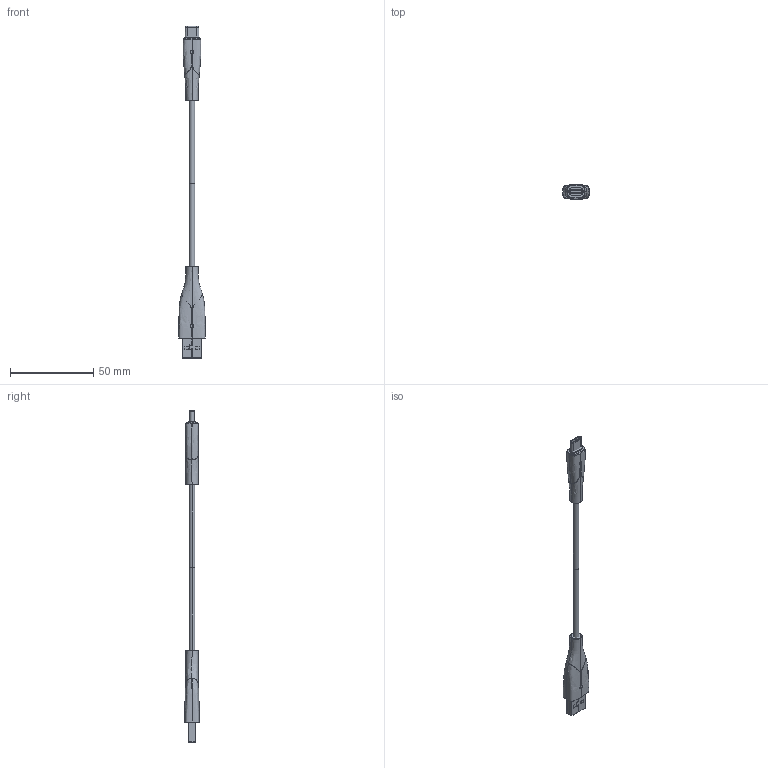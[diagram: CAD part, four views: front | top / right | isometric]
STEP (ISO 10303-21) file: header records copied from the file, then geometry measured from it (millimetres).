
FILE_DESCRIPTION (( 'STEP AP214' ), '1' );
FILE_NAME ('USBCA2LED-MM_3D.STEP', '2022-07-19T16:36:29', ( '' ), ( '' ), 'SwSTEP 2.0', 'SolidWorks 2021', '' );
FILE_SCHEMA (( 'AUTOMOTIVE_DESIGN' ));
Length unit declared in the file: inch
Products named in the file (14): USB-220711-06B; CABLE-3D4; cauca2led-mm_4; TYPECM-220711-07A; cauca2led-mm_3; USB3D0-AM; TYPEC31; USBCA2LED-MM_3D; USB-220711-06A; USB-220711-06_ASM; TYPECM-220711-07_ASM; USB-220711-06_SKEL; TYPECM-220711-07_SKEL; TYPECM-220711-07B
Assembly tree (14 placements, depth 4):
  USBCA2LED-MM_3D
    cauca2led-mm_3
      USB-220711-06_ASM
        USB-220711-06_SKEL
        USB-220711-06A
        USB-220711-06B
        USB3D0-AM
        CABLE-3D4
    cauca2led-mm_4
      TYPECM-220711-07_ASM
        TYPECM-220711-07_SKEL
        TYPECM-220711-07A
        TYPECM-220711-07B
        CABLE-3D4
        TYPEC31
Bounding box: 15.8 x 8.7 x 199.25 mm (x, y, z)
Volume: 15696.1 mm3; surface area: 19262.2 mm2
Topology: 12 solids, 16 shells, 488 faces, 1242 edges, 781 vertices
Faces by surface type: plane 164, bspline 162, cylinder 158, torus 4
Entity records: 42263 total; most frequent: CARTESIAN_POINT 27819, ORIENTED_EDGE 2456, DIRECTION 1472, EDGE_CURVE 1236, VERTEX_POINT 777, B_SPLINE_CURVE_WITH_KNOTS 540, AXIS2_PLACEMENT_3D 512, EDGE_LOOP 503
